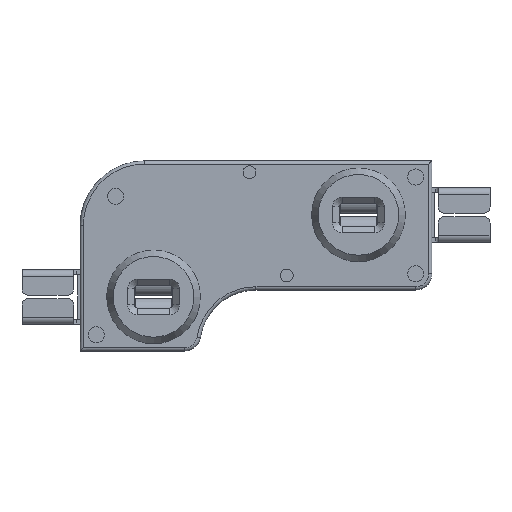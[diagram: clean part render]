
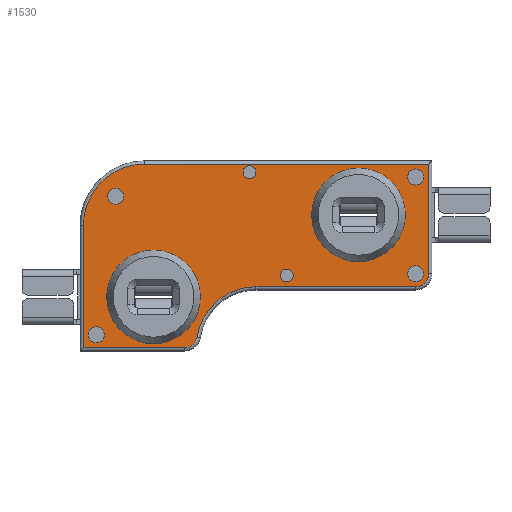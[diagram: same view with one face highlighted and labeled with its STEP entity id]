
A CAD part, top view. The second image highlights one B-rep face of the part: STEP entity #1530.
In plain terms, the highlighted planar face has unit normal (0, 0, 1).
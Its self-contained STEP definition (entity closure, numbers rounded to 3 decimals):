
#688 = VERTEX_POINT('',#689);
#689 = CARTESIAN_POINT('',(-2.175,-1.575,1.75));
#696 = EDGE_CURVE('',#688,#697,#699,.T.);
#697 = VERTEX_POINT('',#698);
#698 = CARTESIAN_POINT('',(-2.175,2.215,1.75));
#699 = LINE('',#700,#701);
#700 = CARTESIAN_POINT('',(-2.175,-1.675,1.75));
#701 = VECTOR('',#702,1.);
#702 = DIRECTION('',(0.,1.,0.));
#1510 = VERTEX_POINT('',#1511);
#1511 = CARTESIAN_POINT('',(0.956,-1.575,1.75));
#1518 = EDGE_CURVE('',#1510,#688,#1519,.T.);
#1519 = LINE('',#1520,#1521);
#1520 = CARTESIAN_POINT('',(0.956,-1.575,1.75));
#1521 = VECTOR('',#1522,1.);
#1522 = DIRECTION('',(-1.,0.,0.));
#1530 = ADVANCED_FACE('',(#1531,#1593,#1604,#1615,#1626,#1637,#1648,
    #1659,#1670),#1681,.T.);
#1531 = FACE_BOUND('',#1532,.T.);
#1532 = EDGE_LOOP('',(#1533,#1534,#1535,#1544,#1553,#1561,#1570,#1578,
    #1586));
#1533 = ORIENTED_EDGE('',*,*,#696,.F.);
#1534 = ORIENTED_EDGE('',*,*,#1518,.F.);
#1535 = ORIENTED_EDGE('',*,*,#1536,.F.);
#1536 = EDGE_CURVE('',#1537,#1510,#1539,.T.);
#1537 = VERTEX_POINT('',#1538);
#1538 = CARTESIAN_POINT('',(1.351,-1.239,1.75));
#1539 = CIRCLE('',#1540,0.4);
#1540 = AXIS2_PLACEMENT_3D('',#1541,#1542,#1543);
#1541 = CARTESIAN_POINT('',(0.956,-1.175,1.75));
#1542 = DIRECTION('',(0.,-0.,-1.));
#1543 = DIRECTION('',(0.987,-0.159,0.));
#1544 = ORIENTED_EDGE('',*,*,#1545,.F.);
#1545 = EDGE_CURVE('',#1546,#1537,#1548,.T.);
#1546 = VERTEX_POINT('',#1547);
#1547 = CARTESIAN_POINT('',(3.175,0.315,1.75));
#1548 = CIRCLE('',#1549,1.847);
#1549 = AXIS2_PLACEMENT_3D('',#1550,#1551,#1552);
#1550 = CARTESIAN_POINT('',(3.175,-1.532,1.75));
#1551 = DIRECTION('',(0.,0.,1.));
#1552 = DIRECTION('',(0.,1.,-0.));
#1553 = ORIENTED_EDGE('',*,*,#1554,.F.);
#1554 = EDGE_CURVE('',#1555,#1546,#1557,.T.);
#1555 = VERTEX_POINT('',#1556);
#1556 = CARTESIAN_POINT('',(8.125,0.315,1.75));
#1557 = LINE('',#1558,#1559);
#1558 = CARTESIAN_POINT('',(8.125,0.315,1.75));
#1559 = VECTOR('',#1560,1.);
#1560 = DIRECTION('',(-1.,0.,0.));
#1561 = ORIENTED_EDGE('',*,*,#1562,.F.);
#1562 = EDGE_CURVE('',#1563,#1555,#1565,.T.);
#1563 = VERTEX_POINT('',#1564);
#1564 = CARTESIAN_POINT('',(8.525,0.715,1.75));
#1565 = CIRCLE('',#1566,0.4);
#1566 = AXIS2_PLACEMENT_3D('',#1567,#1568,#1569);
#1567 = CARTESIAN_POINT('',(8.125,0.715,1.75));
#1568 = DIRECTION('',(0.,-0.,-1.));
#1569 = DIRECTION('',(1.,0.,0.));
#1570 = ORIENTED_EDGE('',*,*,#1571,.F.);
#1571 = EDGE_CURVE('',#1572,#1563,#1574,.T.);
#1572 = VERTEX_POINT('',#1573);
#1573 = CARTESIAN_POINT('',(8.525,4.115,1.75));
#1574 = LINE('',#1575,#1576);
#1575 = CARTESIAN_POINT('',(8.525,4.215,1.75));
#1576 = VECTOR('',#1577,1.);
#1577 = DIRECTION('',(0.,-1.,0.));
#1578 = ORIENTED_EDGE('',*,*,#1579,.F.);
#1579 = EDGE_CURVE('',#1580,#1572,#1582,.T.);
#1580 = VERTEX_POINT('',#1581);
#1581 = CARTESIAN_POINT('',(-0.275,4.115,1.75));
#1582 = LINE('',#1583,#1584);
#1583 = CARTESIAN_POINT('',(-0.275,4.115,1.75));
#1584 = VECTOR('',#1585,1.);
#1585 = DIRECTION('',(1.,0.,0.));
#1586 = ORIENTED_EDGE('',*,*,#1587,.F.);
#1587 = EDGE_CURVE('',#697,#1580,#1588,.T.);
#1588 = CIRCLE('',#1589,1.9);
#1589 = AXIS2_PLACEMENT_3D('',#1590,#1591,#1592);
#1590 = CARTESIAN_POINT('',(-0.275,2.215,1.75));
#1591 = DIRECTION('',(0.,0.,-1.));
#1592 = DIRECTION('',(-1.,0.,0.));
#1593 = FACE_BOUND('',#1594,.T.);
#1594 = EDGE_LOOP('',(#1595));
#1595 = ORIENTED_EDGE('',*,*,#1596,.F.);
#1596 = EDGE_CURVE('',#1597,#1597,#1599,.T.);
#1597 = VERTEX_POINT('',#1598);
#1598 = CARTESIAN_POINT('',(-1.525,-1.175,1.75));
#1599 = CIRCLE('',#1600,0.25);
#1600 = AXIS2_PLACEMENT_3D('',#1601,#1602,#1603);
#1601 = CARTESIAN_POINT('',(-1.775,-1.175,1.75));
#1602 = DIRECTION('',(0.,0.,1.));
#1603 = DIRECTION('',(1.,0.,-0.));
#1604 = FACE_BOUND('',#1605,.T.);
#1605 = EDGE_LOOP('',(#1606));
#1606 = ORIENTED_EDGE('',*,*,#1607,.F.);
#1607 = EDGE_CURVE('',#1608,#1608,#1610,.T.);
#1608 = VERTEX_POINT('',#1609);
#1609 = CARTESIAN_POINT('',(1.45,0.,1.75));
#1610 = CIRCLE('',#1611,1.45);
#1611 = AXIS2_PLACEMENT_3D('',#1612,#1613,#1614);
#1612 = CARTESIAN_POINT('',(0.,0.,1.75));
#1613 = DIRECTION('',(0.,0.,1.));
#1614 = DIRECTION('',(1.,0.,-0.));
#1615 = FACE_BOUND('',#1616,.T.);
#1616 = EDGE_LOOP('',(#1617));
#1617 = ORIENTED_EDGE('',*,*,#1618,.F.);
#1618 = EDGE_CURVE('',#1619,#1619,#1621,.T.);
#1619 = VERTEX_POINT('',#1620);
#1620 = CARTESIAN_POINT('',(4.325,0.665,1.75));
#1621 = CIRCLE('',#1622,0.2);
#1622 = AXIS2_PLACEMENT_3D('',#1623,#1624,#1625);
#1623 = CARTESIAN_POINT('',(4.125,0.665,1.75));
#1624 = DIRECTION('',(0.,0.,1.));
#1625 = DIRECTION('',(1.,0.,-0.));
#1626 = FACE_BOUND('',#1627,.T.);
#1627 = EDGE_LOOP('',(#1628));
#1628 = ORIENTED_EDGE('',*,*,#1629,.F.);
#1629 = EDGE_CURVE('',#1630,#1630,#1632,.T.);
#1630 = VERTEX_POINT('',#1631);
#1631 = CARTESIAN_POINT('',(8.375,0.715,1.75));
#1632 = CIRCLE('',#1633,0.25);
#1633 = AXIS2_PLACEMENT_3D('',#1634,#1635,#1636);
#1634 = CARTESIAN_POINT('',(8.125,0.715,1.75));
#1635 = DIRECTION('',(0.,0.,1.));
#1636 = DIRECTION('',(1.,0.,-0.));
#1637 = FACE_BOUND('',#1638,.T.);
#1638 = EDGE_LOOP('',(#1639));
#1639 = ORIENTED_EDGE('',*,*,#1640,.F.);
#1640 = EDGE_CURVE('',#1641,#1641,#1643,.T.);
#1641 = VERTEX_POINT('',#1642);
#1642 = CARTESIAN_POINT('',(-0.925,3.115,1.75));
#1643 = CIRCLE('',#1644,0.25);
#1644 = AXIS2_PLACEMENT_3D('',#1645,#1646,#1647);
#1645 = CARTESIAN_POINT('',(-1.175,3.115,1.75));
#1646 = DIRECTION('',(0.,0.,1.));
#1647 = DIRECTION('',(1.,0.,-0.));
#1648 = FACE_BOUND('',#1649,.T.);
#1649 = EDGE_LOOP('',(#1650));
#1650 = ORIENTED_EDGE('',*,*,#1651,.F.);
#1651 = EDGE_CURVE('',#1652,#1652,#1654,.T.);
#1652 = VERTEX_POINT('',#1653);
#1653 = CARTESIAN_POINT('',(3.175,3.865,1.75));
#1654 = CIRCLE('',#1655,0.2);
#1655 = AXIS2_PLACEMENT_3D('',#1656,#1657,#1658);
#1656 = CARTESIAN_POINT('',(2.975,3.865,1.75));
#1657 = DIRECTION('',(0.,0.,1.));
#1658 = DIRECTION('',(1.,0.,-0.));
#1659 = FACE_BOUND('',#1660,.T.);
#1660 = EDGE_LOOP('',(#1661));
#1661 = ORIENTED_EDGE('',*,*,#1662,.F.);
#1662 = EDGE_CURVE('',#1663,#1663,#1665,.T.);
#1663 = VERTEX_POINT('',#1664);
#1664 = CARTESIAN_POINT('',(7.8,2.54,1.75));
#1665 = CIRCLE('',#1666,1.45);
#1666 = AXIS2_PLACEMENT_3D('',#1667,#1668,#1669);
#1667 = CARTESIAN_POINT('',(6.35,2.54,1.75));
#1668 = DIRECTION('',(0.,0.,1.));
#1669 = DIRECTION('',(1.,0.,-0.));
#1670 = FACE_BOUND('',#1671,.T.);
#1671 = EDGE_LOOP('',(#1672));
#1672 = ORIENTED_EDGE('',*,*,#1673,.F.);
#1673 = EDGE_CURVE('',#1674,#1674,#1676,.T.);
#1674 = VERTEX_POINT('',#1675);
#1675 = CARTESIAN_POINT('',(8.375,3.715,1.75));
#1676 = CIRCLE('',#1677,0.25);
#1677 = AXIS2_PLACEMENT_3D('',#1678,#1679,#1680);
#1678 = CARTESIAN_POINT('',(8.125,3.715,1.75));
#1679 = DIRECTION('',(0.,0.,1.));
#1680 = DIRECTION('',(1.,0.,-0.));
#1681 = PLANE('',#1682);
#1682 = AXIS2_PLACEMENT_3D('',#1683,#1684,#1685);
#1683 = CARTESIAN_POINT('',(2.93,1.652,1.75));
#1684 = DIRECTION('',(0.,0.,1.));
#1685 = DIRECTION('',(1.,0.,-0.));
